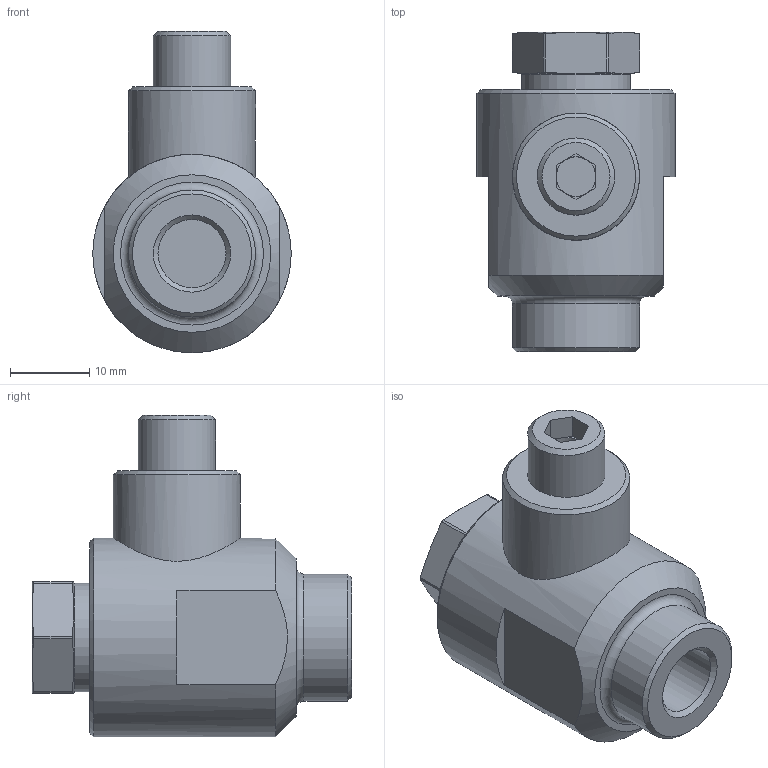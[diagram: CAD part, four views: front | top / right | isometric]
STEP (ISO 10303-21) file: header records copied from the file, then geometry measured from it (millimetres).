
FILE_DESCRIPTION(/* description */ ('STEP AP214'),/* implementation_level */ '2;1');
FILE_NAME(/* name */ '9685_SE-1_8-B',/* time_stamp */ '2024-09-15T00:33:30+02:00',/* author */ ('License CC BY-ND 4.0'),/* organization */ ('CADENAS'),/* preprocessor_version */ 'ST-DEVELOPER v19.3',/* originating_system */ 'PARTsolutions',/* authorisation */ ' ');
FILE_SCHEMA (('AUTOMOTIVE_DESIGN {1 0 10303 214 3 1 1}'));
Length unit declared in the file: millimetre
Products named in the file (3): 9685 SE-1/8-B; 9685 SE-1/8-B--(se); 203468 SEU-1/8
Assembly tree (2 placements, depth 2):
  9685 SE-1/8-B
    9685 SE-1/8-B--(se)
    203468 SEU-1/8
Bounding box: 25 x 40.2 x 40.5 mm (x, y, z)
Volume: 15475 mm3; surface area: 5715.9 mm2
Topology: 2 solids, 2 shells, 77 faces, 160 edges, 96 vertices
Faces by surface type: plane 35, cone 22, cylinder 18, torus 2
Full cylindrical faces by diameter (mm): 5 x1, 6 x1, 8.5 x1, 8.566 x3, 9.728 x1, 13.7 x1, 16 x2, 22.15 x1, 25 x1
Entity records: 2021 total; most frequent: CARTESIAN_POINT 411, DIRECTION 334, ORIENTED_EDGE 270, AXIS2_PLACEMENT_3D 146, EDGE_CURVE 135, EDGE_LOOP 112, FACE_BOUND 112, VERTEX_POINT 95
